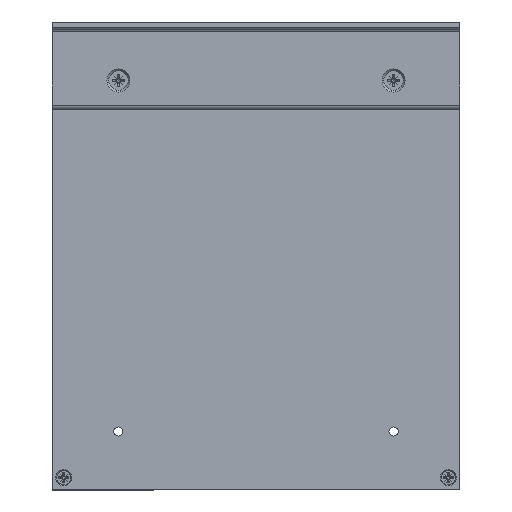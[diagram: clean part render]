
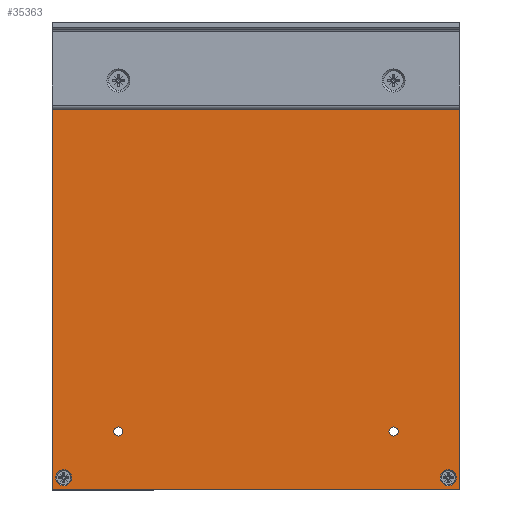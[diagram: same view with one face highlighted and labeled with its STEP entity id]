
A CAD part, front view. The second image highlights one B-rep face of the part: STEP entity #35363.
In plain terms, the highlighted planar face has unit normal (0, -1, 0).
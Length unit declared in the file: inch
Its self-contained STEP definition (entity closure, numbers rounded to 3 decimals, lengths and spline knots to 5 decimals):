
#49 = DIRECTION ( 'NONE',  ( 1., 0., 0. ) ) ;
#1002 = EDGE_LOOP ( 'NONE', ( #10138 ) ) ;
#1118 = DIRECTION ( 'NONE',  ( 0., 1., 0. ) ) ;
#2256 = EDGE_LOOP ( 'NONE', ( #18138 ) ) ;
#2561 = FACE_BOUND ( 'NONE', #30875, .T. ) ;
#2690 = ORIENTED_EDGE ( 'NONE', *, *, #37202, .T. ) ;
#3070 = AXIS2_PLACEMENT_3D ( 'NONE', #25681, #1118, #10273 ) ;
#3829 = LINE ( 'NONE', #61529, #47331 ) ;
#5354 = AXIS2_PLACEMENT_3D ( 'NONE', #62046, #14065, #61385 ) ;
#6802 = EDGE_LOOP ( 'NONE', ( #18172 ) ) ;
#8935 = VERTEX_POINT ( 'NONE', #40518 ) ;
#10025 = CARTESIAN_POINT ( 'NONE',  ( -3.48551, -8.3002, -8. ) ) ;
#10138 = ORIENTED_EDGE ( 'NONE', *, *, #24822, .T. ) ;
#10273 = DIRECTION ( 'NONE',  ( 0., 0., 1. ) ) ;
#10402 = EDGE_LOOP ( 'NONE', ( #45826 ) ) ;
#10499 = VERTEX_POINT ( 'NONE', #29772 ) ;
#10559 = CARTESIAN_POINT ( 'NONE',  ( 2.35087, -8.3002, -7.07799 ) ) ;
#11646 = EDGE_CURVE ( 'NONE', #24432, #24432, #46485, .T. ) ;
#11964 = FACE_BOUND ( 'NONE', #1002, .T. ) ;
#12606 = DIRECTION ( 'NONE',  ( 0., -1., 0. ) ) ;
#12653 = CARTESIAN_POINT ( 'NONE',  ( -3.28701, -8.3002, -7.79 ) ) ;
#12905 = CARTESIAN_POINT ( 'NONE',  ( -3.48551, -8.3002, -4. ) ) ;
#14065 = DIRECTION ( 'NONE',  ( 0., 1., 0. ) ) ;
#14137 = AXIS2_PLACEMENT_3D ( 'NONE', #12905, #12606, #32190 ) ;
#14458 = EDGE_CURVE ( 'NONE', #35754, #35754, #49423, .T. ) ;
#15147 = CARTESIAN_POINT ( 'NONE',  ( 2.35087, -8.3002, -7. ) ) ;
#15150 = EDGE_LOOP ( 'NONE', ( #37974 ) ) ;
#15237 = EDGE_LOOP ( 'NONE', ( #2690, #48079, #58450, #36775 ) ) ;
#16116 = CIRCLE ( 'NONE', #24174, 0.1378 ) ;
#16147 = AXIS2_PLACEMENT_3D ( 'NONE', #16557, #16226, #31059 ) ;
#16226 = DIRECTION ( 'NONE',  ( 0., 1., 0. ) ) ;
#16425 = DIRECTION ( 'NONE',  ( 0., 1., 0. ) ) ;
#16491 = CARTESIAN_POINT ( 'NONE',  ( 3.48449, -8.3002, 0. ) ) ;
#16557 = CARTESIAN_POINT ( 'NONE',  ( -2.35189, -8.3002, -1. ) ) ;
#18138 = ORIENTED_EDGE ( 'NONE', *, *, #44670, .T. ) ;
#18172 = ORIENTED_EDGE ( 'NONE', *, *, #14458, .T. ) ;
#18716 = ORIENTED_EDGE ( 'NONE', *, *, #55050, .T. ) ;
#20249 = AXIS2_PLACEMENT_3D ( 'NONE', #15147, #48964, #53970 ) ;
#20536 = EDGE_CURVE ( 'NONE', #56604, #58306, #29854, .T. ) ;
#21068 = EDGE_CURVE ( 'NONE', #8935, #42879, #22892, .T. ) ;
#22383 = FACE_BOUND ( 'NONE', #10402, .T. ) ;
#22616 = VECTOR ( 'NONE', #37764, 39.37008 ) ;
#22892 = LINE ( 'NONE', #45988, #22616 ) ;
#23715 = EDGE_LOOP ( 'NONE', ( #45791 ) ) ;
#24174 = AXIS2_PLACEMENT_3D ( 'NONE', #59615, #16425, #30343 ) ;
#24432 = VERTEX_POINT ( 'NONE', #10559 ) ;
#24822 = EDGE_CURVE ( 'NONE', #37669, #37669, #32978, .T. ) ;
#25235 = CARTESIAN_POINT ( 'NONE',  ( 3.28598, -8.3002, -7.79 ) ) ;
#25328 = VECTOR ( 'NONE', #37012, 39.37008 ) ;
#25520 = VECTOR ( 'NONE', #54720, 39.37008 ) ;
#25681 = CARTESIAN_POINT ( 'NONE',  ( -2.35189, -8.3002, -7. ) ) ;
#26476 = FACE_OUTER_BOUND ( 'NONE', #15237, .T. ) ;
#26777 = FACE_BOUND ( 'NONE', #23715, .T. ) ;
#27473 = DIRECTION ( 'NONE',  ( 0., 1., 0. ) ) ;
#29140 = CARTESIAN_POINT ( 'NONE',  ( -3.48551, -8.3002, 0. ) ) ;
#29772 = CARTESIAN_POINT ( 'NONE',  ( -3.28701, -8.3002, -0.3478 ) ) ;
#29854 = LINE ( 'NONE', #44339, #25520 ) ;
#30045 = DIRECTION ( 'NONE',  ( 0., 0., -1. ) ) ;
#30258 = CIRCLE ( 'NONE', #58437, 0.1378 ) ;
#30343 = DIRECTION ( 'NONE',  ( 0., 0., -1. ) ) ;
#30875 = EDGE_LOOP ( 'NONE', ( #18716 ) ) ;
#31059 = DIRECTION ( 'NONE',  ( 0., 0., -1. ) ) ;
#32001 = CARTESIAN_POINT ( 'NONE',  ( 2.35087, -8.3002, -0.92201 ) ) ;
#32190 = DIRECTION ( 'NONE',  ( 0., 0., -1. ) ) ;
#32978 = CIRCLE ( 'NONE', #60102, 0.07799 ) ;
#33500 = CIRCLE ( 'NONE', #42609, 0.1378 ) ;
#34016 = CARTESIAN_POINT ( 'NONE',  ( -2.35189, -8.3002, -6.92201 ) ) ;
#34859 = EDGE_LOOP ( 'NONE', ( #48681 ) ) ;
#35293 = EDGE_CURVE ( 'NONE', #10499, #10499, #16116, .T. ) ;
#35363 = ADVANCED_FACE ( 'NONE', ( #40074, #26777, #35938, #36601, #2561, #11964, #22383, #46387, #26476 ), #60230, .T. ) ;
#35754 = VERTEX_POINT ( 'NONE', #40833 ) ;
#35938 = FACE_BOUND ( 'NONE', #34859, .T. ) ;
#36090 = EDGE_CURVE ( 'NONE', #56096, #56096, #30258, .T. ) ;
#36601 = FACE_BOUND ( 'NONE', #2256, .T. ) ;
#36775 = ORIENTED_EDGE ( 'NONE', *, *, #21068, .T. ) ;
#37012 = DIRECTION ( 'NONE',  ( -1., 0., 0. ) ) ;
#37202 = EDGE_CURVE ( 'NONE', #42879, #56604, #45890, .T. ) ;
#37669 = VERTEX_POINT ( 'NONE', #32001 ) ;
#37764 = DIRECTION ( 'NONE',  ( 0., 0., 1. ) ) ;
#37974 = ORIENTED_EDGE ( 'NONE', *, *, #11646, .T. ) ;
#39728 = DIRECTION ( 'NONE',  ( 0., 0., 1. ) ) ;
#40074 = FACE_BOUND ( 'NONE', #6802, .T. ) ;
#40518 = CARTESIAN_POINT ( 'NONE',  ( 3.48449, -8.3002, -8. ) ) ;
#40833 = CARTESIAN_POINT ( 'NONE',  ( -2.35189, -8.3002, -1.07799 ) ) ;
#41360 = CIRCLE ( 'NONE', #3070, 0.07799 ) ;
#42609 = AXIS2_PLACEMENT_3D ( 'NONE', #12653, #27473, #55238 ) ;
#42879 = VERTEX_POINT ( 'NONE', #16491 ) ;
#43679 = CIRCLE ( 'NONE', #5354, 0.1378 ) ;
#44339 = CARTESIAN_POINT ( 'NONE',  ( -3.48551, -8.3002, -4. ) ) ;
#44407 = VERTEX_POINT ( 'NONE', #34016 ) ;
#44670 = EDGE_CURVE ( 'NONE', #44407, #44407, #41360, .T. ) ;
#45791 = ORIENTED_EDGE ( 'NONE', *, *, #35293, .T. ) ;
#45826 = ORIENTED_EDGE ( 'NONE', *, *, #36090, .T. ) ;
#45890 = LINE ( 'NONE', #50622, #25328 ) ;
#45988 = CARTESIAN_POINT ( 'NONE',  ( 3.48449, -8.3002, -4. ) ) ;
#46058 = CARTESIAN_POINT ( 'NONE',  ( -3.28701, -8.3002, -7.9278 ) ) ;
#46387 = FACE_BOUND ( 'NONE', #15150, .T. ) ;
#46485 = CIRCLE ( 'NONE', #20249, 0.07799 ) ;
#47331 = VECTOR ( 'NONE', #49, 39.37008 ) ;
#48079 = ORIENTED_EDGE ( 'NONE', *, *, #20536, .T. ) ;
#48681 = ORIENTED_EDGE ( 'NONE', *, *, #54225, .T. ) ;
#48964 = DIRECTION ( 'NONE',  ( 0., 1., 0. ) ) ;
#49276 = DIRECTION ( 'NONE',  ( 0., 1., 0. ) ) ;
#49307 = CARTESIAN_POINT ( 'NONE',  ( 3.28598, -8.3002, -7.9278 ) ) ;
#49423 = CIRCLE ( 'NONE', #16147, 0.07799 ) ;
#49534 = CARTESIAN_POINT ( 'NONE',  ( 2.35087, -8.3002, -1. ) ) ;
#50622 = CARTESIAN_POINT ( 'NONE',  ( -3.48551, -8.3002, 0. ) ) ;
#51097 = VERTEX_POINT ( 'NONE', #46058 ) ;
#53970 = DIRECTION ( 'NONE',  ( 0., 0., -1. ) ) ;
#54225 = EDGE_CURVE ( 'NONE', #51097, #51097, #33500, .T. ) ;
#54720 = DIRECTION ( 'NONE',  ( 0., 0., -1. ) ) ;
#54862 = DIRECTION ( 'NONE',  ( 0., 1., 0. ) ) ;
#55050 = EDGE_CURVE ( 'NONE', #55160, #55160, #43679, .T. ) ;
#55160 = VERTEX_POINT ( 'NONE', #60192 ) ;
#55238 = DIRECTION ( 'NONE',  ( 0., 0., -1. ) ) ;
#56096 = VERTEX_POINT ( 'NONE', #49307 ) ;
#56604 = VERTEX_POINT ( 'NONE', #29140 ) ;
#57976 = EDGE_CURVE ( 'NONE', #58306, #8935, #3829, .T. ) ;
#58306 = VERTEX_POINT ( 'NONE', #10025 ) ;
#58437 = AXIS2_PLACEMENT_3D ( 'NONE', #25235, #49276, #30045 ) ;
#58450 = ORIENTED_EDGE ( 'NONE', *, *, #57976, .T. ) ;
#59615 = CARTESIAN_POINT ( 'NONE',  ( -3.28701, -8.3002, -0.21 ) ) ;
#60102 = AXIS2_PLACEMENT_3D ( 'NONE', #49534, #54862, #39728 ) ;
#60192 = CARTESIAN_POINT ( 'NONE',  ( 3.28598, -8.3002, -0.3478 ) ) ;
#60230 = PLANE ( 'NONE',  #14137 ) ;
#61385 = DIRECTION ( 'NONE',  ( 0., 0., -1. ) ) ;
#61529 = CARTESIAN_POINT ( 'NONE',  ( -3.48551, -8.3002, -8. ) ) ;
#62046 = CARTESIAN_POINT ( 'NONE',  ( 3.28598, -8.3002, -0.21 ) ) ;
